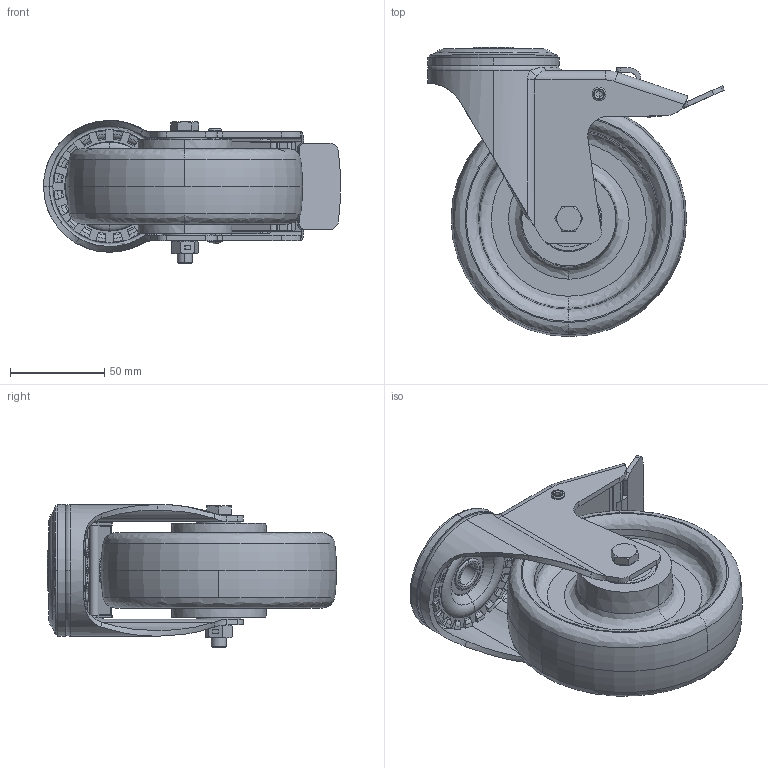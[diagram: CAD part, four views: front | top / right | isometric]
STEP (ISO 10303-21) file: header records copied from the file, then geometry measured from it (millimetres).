
FILE_DESCRIPTION (( 'STEP AP214' ), '1' );
FILE_NAME ('0056466.step', '2023-08-07T11:06:24', ( '' ), ( '' ), 'SwSTEP 2.0', 'SolidWorks 2020', '' );
FILE_SCHEMA (( 'AUTOMOTIVE_DESIGN' ));
Length unit declared in the file: millimetre
Products named in the file (1): 0056466
Bounding box: 157.58 x 153.5 x 76 mm (x, y, z)
Surface area: 138000.4 mm2 (no closed solid volume)
Topology: 0 solids, 25 shells, 686 faces, 1874 edges, 1222 vertices
Faces by surface type: cylinder 206, plane 198, torus 122, cone 100, bspline 44, sphere 16
Entity records: 34023 total; most frequent: CARTESIAN_POINT 9327, DIRECTION 3633, ORIENTED_EDGE 3315, EDGE_CURVE 1876, AXIS2_PLACEMENT_3D 1476, VERTEX_POINT 1224, CIRCLE 833, EDGE_LOOP 755
